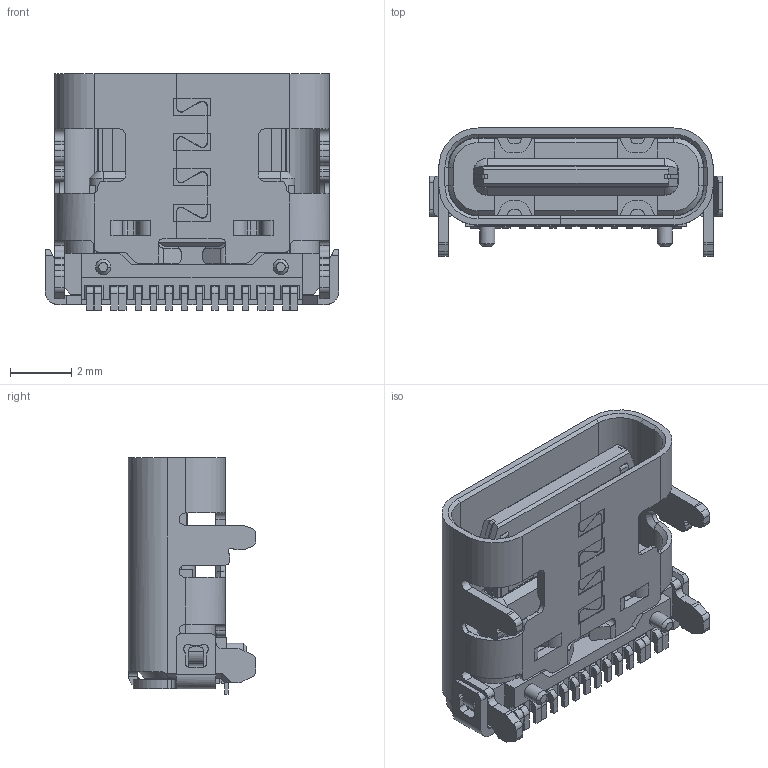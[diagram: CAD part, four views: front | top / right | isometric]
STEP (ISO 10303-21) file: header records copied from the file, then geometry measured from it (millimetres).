
FILE_DESCRIPTION (( 'STEP AP214' ), '1' );
FILE_NAME ('698B116-164-211.STEP', '2021-01-15T13:00:21', ( '' ), ( '' ), 'SwSTEP 2.0', 'SolidWorks 2020', '' );
FILE_SCHEMA (( 'AUTOMOTIVE_DESIGN' ));
Length unit declared in the file: millimetre
Products named in the file (4): Shell 698B116-X64-211; Insulator 698B116-X64-211; 698B116-164-211; Contacts 698B116-X64-211
Assembly tree (3 placements, depth 2):
  698B116-164-211
    Insulator 698B116-X64-211
    Contacts 698B116-X64-211
    Shell 698B116-X64-211
Bounding box: 9.58 x 4.16 x 7.71 mm (x, y, z)
Volume: 116.4 mm3; surface area: 711.5 mm2
Topology: 22 solids, 34 shells, 1997 faces, 5693 edges, 3744 vertices
Faces by surface type: plane 1414, cylinder 541, cone 35, bspline 7
Entity records: 66155 total; most frequent: CARTESIAN_POINT 14273, ORIENTED_EDGE 11386, DIRECTION 9712, EDGE_CURVE 5693, LINE 4242, VECTOR 4242, VERTEX_POINT 3744, AXIS2_PLACEMENT_3D 2735
